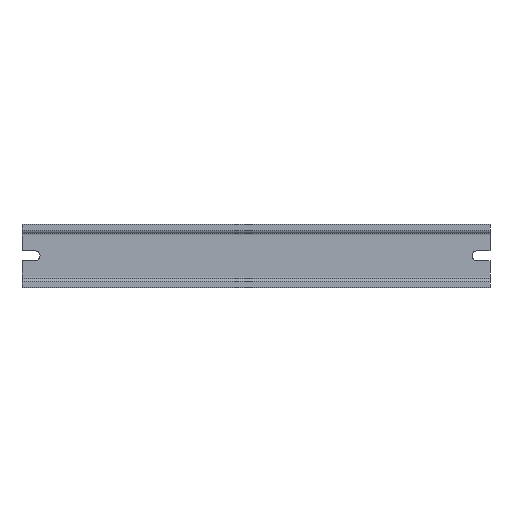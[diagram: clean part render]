
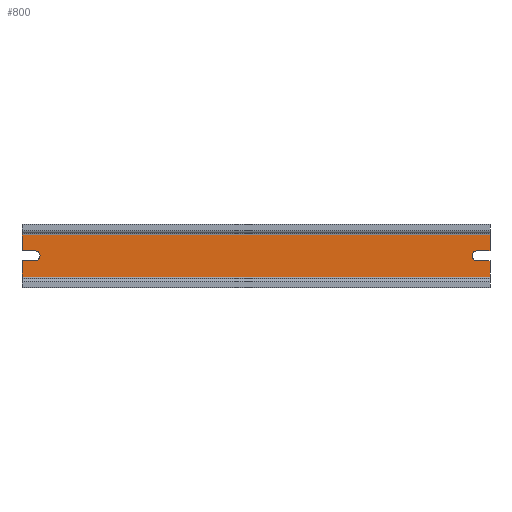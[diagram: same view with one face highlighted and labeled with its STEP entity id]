
A CAD part, top view. The second image highlights one B-rep face of the part: STEP entity #800.
In plain terms, the highlighted planar face has unit normal (0, 0, 1).
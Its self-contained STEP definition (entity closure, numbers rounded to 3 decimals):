
#746=AXIS2_PLACEMENT_3D('Plane Axis2P3D',#743,#744,#745) ;
#757=AXIS2_PLACEMENT_3D('Circle Axis2P3D',#755,#756,$) ;
#776=AXIS2_PLACEMENT_3D('Circle Axis2P3D',#774,#775,$) ;
#297=CARTESIAN_POINT('Vertex',(0.,29.2,1.)) ;
#300=CARTESIAN_POINT('Line Origine',(130.,29.2,1.)) ;
#304=CARTESIAN_POINT('Vertex',(260.,29.2,1.)) ;
#324=CARTESIAN_POINT('Line Origine',(130.,5.8,1.)) ;
#328=CARTESIAN_POINT('Vertex',(0.,5.8,1.)) ;
#330=CARTESIAN_POINT('Vertex',(260.,5.8,1.)) ;
#609=CARTESIAN_POINT('Line Origine',(260.,24.8,1.)) ;
#613=CARTESIAN_POINT('Vertex',(260.,20.4,1.)) ;
#636=CARTESIAN_POINT('Line Origine',(260.,10.35,1.)) ;
#640=CARTESIAN_POINT('Vertex',(260.,14.9,1.)) ;
#681=CARTESIAN_POINT('Vertex',(0.,20.4,1.)) ;
#684=CARTESIAN_POINT('Line Origine',(0.,24.8,1.)) ;
#715=CARTESIAN_POINT('Vertex',(0.,14.9,1.)) ;
#723=CARTESIAN_POINT('Line Origine',(0.,10.35,1.)) ;
#743=CARTESIAN_POINT('Axis2P3D Location',(0.,29.2,1.)) ;
#748=CARTESIAN_POINT('Line Origine',(256.375,14.9,1.)) ;
#752=CARTESIAN_POINT('Vertex',(252.75,14.9,1.)) ;
#755=CARTESIAN_POINT('Axis2P3D Location',(252.75,17.65,1.)) ;
#759=CARTESIAN_POINT('Vertex',(252.75,20.4,1.)) ;
#762=CARTESIAN_POINT('Line Origine',(256.375,20.4,1.)) ;
#767=CARTESIAN_POINT('Line Origine',(3.625,20.4,1.)) ;
#771=CARTESIAN_POINT('Vertex',(7.25,20.4,1.)) ;
#774=CARTESIAN_POINT('Axis2P3D Location',(7.25,17.65,1.)) ;
#778=CARTESIAN_POINT('Vertex',(7.25,14.9,1.)) ;
#781=CARTESIAN_POINT('Line Origine',(3.625,14.9,1.)) ;
#301=DIRECTION('Vector Direction',(1.,0.,0.)) ;
#325=DIRECTION('Vector Direction',(1.,0.,0.)) ;
#610=DIRECTION('Vector Direction',(0.,-1.,0.)) ;
#637=DIRECTION('Vector Direction',(0.,-1.,0.)) ;
#685=DIRECTION('Vector Direction',(0.,-1.,0.)) ;
#724=DIRECTION('Vector Direction',(0.,-1.,0.)) ;
#744=DIRECTION('Axis2P3D Direction',(-0.,0.,1.)) ;
#745=DIRECTION('Axis2P3D XDirection',(0.,-1.,0.)) ;
#749=DIRECTION('Vector Direction',(-1.,0.,0.)) ;
#756=DIRECTION('Axis2P3D Direction',(-0.,0.,1.)) ;
#763=DIRECTION('Vector Direction',(1.,0.,0.)) ;
#768=DIRECTION('Vector Direction',(1.,0.,0.)) ;
#775=DIRECTION('Axis2P3D Direction',(-0.,0.,1.)) ;
#782=DIRECTION('Vector Direction',(-1.,0.,0.)) ;
#302=VECTOR('Line Direction',#301,1.) ;
#326=VECTOR('Line Direction',#325,1.) ;
#611=VECTOR('Line Direction',#610,1.) ;
#638=VECTOR('Line Direction',#637,1.) ;
#686=VECTOR('Line Direction',#685,1.) ;
#725=VECTOR('Line Direction',#724,1.) ;
#750=VECTOR('Line Direction',#749,1.) ;
#764=VECTOR('Line Direction',#763,1.) ;
#769=VECTOR('Line Direction',#768,1.) ;
#783=VECTOR('Line Direction',#782,1.) ;
#787=ORIENTED_EDGE('',*,*,#727,.T.) ;
#788=ORIENTED_EDGE('',*,*,#332,.T.) ;
#789=ORIENTED_EDGE('',*,*,#642,.F.) ;
#790=ORIENTED_EDGE('',*,*,#754,.T.) ;
#791=ORIENTED_EDGE('',*,*,#761,.F.) ;
#792=ORIENTED_EDGE('',*,*,#766,.T.) ;
#793=ORIENTED_EDGE('',*,*,#615,.F.) ;
#794=ORIENTED_EDGE('',*,*,#306,.F.) ;
#795=ORIENTED_EDGE('',*,*,#688,.T.) ;
#796=ORIENTED_EDGE('',*,*,#773,.T.) ;
#797=ORIENTED_EDGE('',*,*,#780,.F.) ;
#798=ORIENTED_EDGE('',*,*,#785,.T.) ;
#800=ADVANCED_FACE('K\X2\00F6\X0\rper.3',(#799),#747,.T.) ;
#758=CIRCLE('generated circle',#757,2.75) ;
#777=CIRCLE('generated circle',#776,2.75) ;
#306=EDGE_CURVE('',#298,#305,#303,.T.) ;
#332=EDGE_CURVE('',#329,#331,#327,.T.) ;
#615=EDGE_CURVE('',#305,#614,#612,.T.) ;
#642=EDGE_CURVE('',#641,#331,#639,.T.) ;
#688=EDGE_CURVE('',#298,#682,#687,.T.) ;
#727=EDGE_CURVE('',#716,#329,#726,.T.) ;
#754=EDGE_CURVE('',#641,#753,#751,.T.) ;
#761=EDGE_CURVE('',#760,#753,#758,.T.) ;
#766=EDGE_CURVE('',#760,#614,#765,.T.) ;
#773=EDGE_CURVE('',#682,#772,#770,.T.) ;
#780=EDGE_CURVE('',#779,#772,#777,.T.) ;
#785=EDGE_CURVE('',#779,#716,#784,.T.) ;
#786=EDGE_LOOP('',(#787,#788,#789,#790,#791,#792,#793,#794,#795,#796,#797,#798)) ;
#799=FACE_OUTER_BOUND('',#786,.T.) ;
#303=LINE('Line',#300,#302) ;
#327=LINE('Line',#324,#326) ;
#612=LINE('Line',#609,#611) ;
#639=LINE('Line',#636,#638) ;
#687=LINE('Line',#684,#686) ;
#726=LINE('Line',#723,#725) ;
#751=LINE('Line',#748,#750) ;
#765=LINE('Line',#762,#764) ;
#770=LINE('Line',#767,#769) ;
#784=LINE('Line',#781,#783) ;
#747=PLANE('',#746) ;
#298=VERTEX_POINT('',#297) ;
#305=VERTEX_POINT('',#304) ;
#329=VERTEX_POINT('',#328) ;
#331=VERTEX_POINT('',#330) ;
#614=VERTEX_POINT('',#613) ;
#641=VERTEX_POINT('',#640) ;
#682=VERTEX_POINT('',#681) ;
#716=VERTEX_POINT('',#715) ;
#753=VERTEX_POINT('',#752) ;
#760=VERTEX_POINT('',#759) ;
#772=VERTEX_POINT('',#771) ;
#779=VERTEX_POINT('',#778) ;
